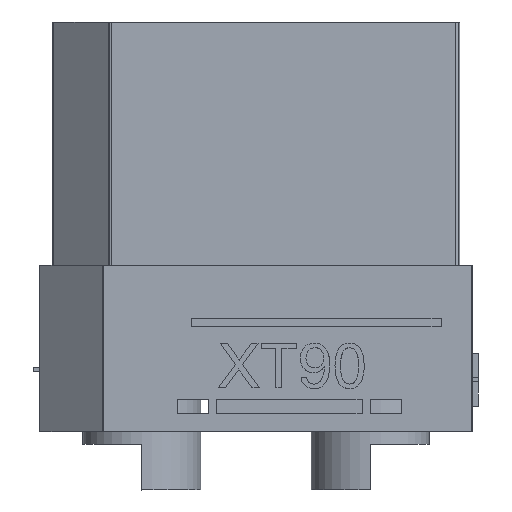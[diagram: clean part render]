
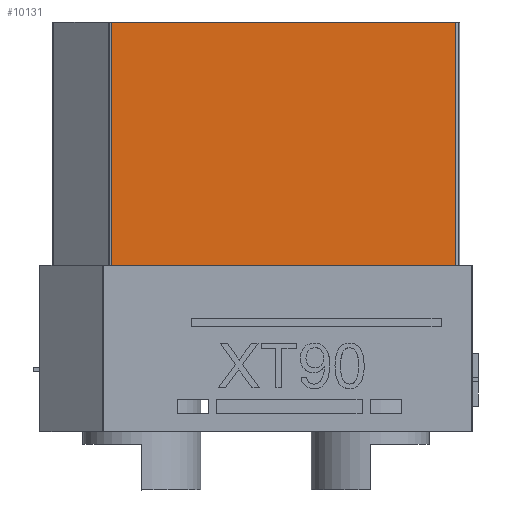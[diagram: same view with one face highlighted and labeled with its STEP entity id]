
A CAD part, top view. The second image highlights one B-rep face of the part: STEP entity #10131.
In plain terms, the highlighted planar face has unit normal (0, 0, 1).
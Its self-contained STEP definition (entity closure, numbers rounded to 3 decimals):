
#199 = VERTEX_POINT ( 'NONE', #19190 ) ;
#838 = ORIENTED_EDGE ( 'NONE', *, *, #15086, .F. ) ;
#1047 = EDGE_CURVE ( 'NONE', #12275, #17840, #11932, .T. ) ;
#2094 = ORIENTED_EDGE ( 'NONE', *, *, #5052, .F. ) ;
#2125 = LINE ( 'NONE', #8622, #8881 ) ;
#2321 = EDGE_CURVE ( 'NONE', #199, #17840, #8126, .T. ) ;
#2840 = DIRECTION ( 'NONE',  ( -1., 0., 0. ) ) ;
#3034 = VECTOR ( 'NONE', #5306, 1000. ) ;
#3154 = DIRECTION ( 'NONE',  ( 0., 0., -1. ) ) ;
#4346 = PLANE ( 'NONE',  #19244 ) ;
#5052 = EDGE_CURVE ( 'NONE', #199, #9735, #13632, .T. ) ;
#5306 = DIRECTION ( 'NONE',  ( 0., -1., 0. ) ) ;
#5723 = CARTESIAN_POINT ( 'NONE',  ( 30.1, 8., -0.7 ) ) ;
#6068 = FACE_OUTER_BOUND ( 'NONE', #20453, .T. ) ;
#6793 = CARTESIAN_POINT ( 'NONE',  ( 13.534, 20., -0.7 ) ) ;
#6807 = CARTESIAN_POINT ( 'NONE',  ( 13.459, 8., -0.7 ) ) ;
#7561 = VECTOR ( 'NONE', #11491, 1000. ) ;
#8027 = CARTESIAN_POINT ( 'NONE',  ( 30.1, 19.7, -0.7 ) ) ;
#8126 = LINE ( 'NONE', #6807, #7561 ) ;
#8622 = CARTESIAN_POINT ( 'NONE',  ( 13.459, 19.7, -0.7 ) ) ;
#8686 = ORIENTED_EDGE ( 'NONE', *, *, #1047, .F. ) ;
#8881 = VECTOR ( 'NONE', #15562, 1000. ) ;
#9735 = VERTEX_POINT ( 'NONE', #16080 ) ;
#10131 = ADVANCED_FACE ( 'NONE', ( #6068 ), #4346, .F. ) ;
#11491 = DIRECTION ( 'NONE',  ( 1., 0., 0. ) ) ;
#11932 = LINE ( 'NONE', #12251, #3034 ) ;
#12251 = CARTESIAN_POINT ( 'NONE',  ( 30.1, 20., -0.7 ) ) ;
#12275 = VERTEX_POINT ( 'NONE', #8027 ) ;
#13632 = LINE ( 'NONE', #6793, #15581 ) ;
#15086 = EDGE_CURVE ( 'NONE', #9735, #12275, #2125, .T. ) ;
#15562 = DIRECTION ( 'NONE',  ( 1., 0., 0. ) ) ;
#15581 = VECTOR ( 'NONE', #18071, 1000. ) ;
#16080 = CARTESIAN_POINT ( 'NONE',  ( 13.534, 19.7, -0.7 ) ) ;
#17565 = CARTESIAN_POINT ( 'NONE',  ( 13.459, 20., -0.7 ) ) ;
#17840 = VERTEX_POINT ( 'NONE', #5723 ) ;
#18071 = DIRECTION ( 'NONE',  ( 0., 1., 0. ) ) ;
#19190 = CARTESIAN_POINT ( 'NONE',  ( 13.534, 8., -0.7 ) ) ;
#19244 = AXIS2_PLACEMENT_3D ( 'NONE', #17565, #3154, #2840 ) ;
#20453 = EDGE_LOOP ( 'NONE', ( #838, #2094, #21222, #8686 ) ) ;
#21222 = ORIENTED_EDGE ( 'NONE', *, *, #2321, .T. ) ;
